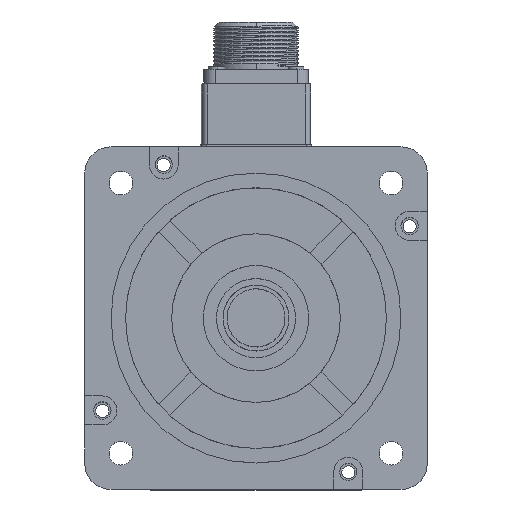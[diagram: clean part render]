
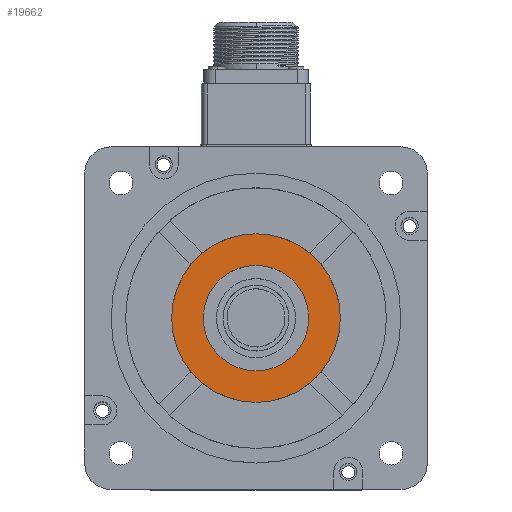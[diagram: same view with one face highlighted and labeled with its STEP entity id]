
A CAD part, top view. The second image highlights one B-rep face of the part: STEP entity #19662.
In plain terms, the highlighted planar face has unit normal (0, 0, 1).
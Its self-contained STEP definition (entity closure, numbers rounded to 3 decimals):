
#100 = PLANE ( 'NONE',  #6326 ) ;
#1280 = CIRCLE ( 'NONE', #25432, 20. ) ;
#2824 = CARTESIAN_POINT ( 'NONE',  ( -32., 0., 121. ) ) ;
#3887 = DIRECTION ( 'NONE',  ( 0., 0., -1. ) ) ;
#3948 = FACE_OUTER_BOUND ( 'NONE', #13502, .T. ) ;
#4068 = CARTESIAN_POINT ( 'NONE',  ( 0., 0., 121. ) ) ;
#4455 = CIRCLE ( 'NONE', #4908, 20. ) ;
#4672 = DIRECTION ( 'NONE',  ( -1., 0., 0. ) ) ;
#4908 = AXIS2_PLACEMENT_3D ( 'NONE', #17605, #3887, #19920 ) ;
#6326 = AXIS2_PLACEMENT_3D ( 'NONE', #16098, #18407, #4672 ) ;
#6380 = DIRECTION ( 'NONE',  ( -1., 0., 0. ) ) ;
#7101 = CIRCLE ( 'NONE', #16498, 32. ) ;
#8648 = CARTESIAN_POINT ( 'NONE',  ( 0., 0., 121. ) ) ;
#9369 = ORIENTED_EDGE ( 'NONE', *, *, #23503, .F. ) ;
#10877 = CIRCLE ( 'NONE', #25888, 32. ) ;
#10933 = DIRECTION ( 'NONE',  ( -1., 0., 0. ) ) ;
#12474 = EDGE_CURVE ( 'NONE', #13559, #25902, #10877, .T. ) ;
#12513 = ORIENTED_EDGE ( 'NONE', *, *, #16711, .T. ) ;
#12726 = DIRECTION ( 'NONE',  ( 0., 0., -1. ) ) ;
#13502 = EDGE_LOOP ( 'NONE', ( #9369, #13990 ) ) ;
#13559 = VERTEX_POINT ( 'NONE', #19535 ) ;
#13990 = ORIENTED_EDGE ( 'NONE', *, *, #12474, .F. ) ;
#16098 = CARTESIAN_POINT ( 'NONE',  ( 0., 20., 121. ) ) ;
#16131 = FACE_BOUND ( 'NONE', #26397, .T. ) ;
#16498 = AXIS2_PLACEMENT_3D ( 'NONE', #8648, #24639, #10933 ) ;
#16711 = EDGE_CURVE ( 'NONE', #27816, #21745, #1280, .T. ) ;
#16811 = EDGE_CURVE ( 'NONE', #21745, #27816, #4455, .T. ) ;
#17605 = CARTESIAN_POINT ( 'NONE',  ( 0., 0., 121. ) ) ;
#18407 = DIRECTION ( 'NONE',  ( 0., 0., -1. ) ) ;
#19044 = ORIENTED_EDGE ( 'NONE', *, *, #16811, .T. ) ;
#19535 = CARTESIAN_POINT ( 'NONE',  ( 32., 0., 121. ) ) ;
#19662 = ADVANCED_FACE ( 'NONE', ( #3948, #16131 ), #100, .F. ) ;
#19920 = DIRECTION ( 'NONE',  ( -1., 0., 0. ) ) ;
#20094 = DIRECTION ( 'NONE',  ( 0., 0., -1. ) ) ;
#21745 = VERTEX_POINT ( 'NONE', #24363 ) ;
#23503 = EDGE_CURVE ( 'NONE', #25902, #13559, #7101, .T. ) ;
#24363 = CARTESIAN_POINT ( 'NONE',  ( 20., 0., 121. ) ) ;
#24639 = DIRECTION ( 'NONE',  ( 0., 0., -1. ) ) ;
#25432 = AXIS2_PLACEMENT_3D ( 'NONE', #26416, #12726, #28711 ) ;
#25888 = AXIS2_PLACEMENT_3D ( 'NONE', #4068, #20094, #6380 ) ;
#25899 = CARTESIAN_POINT ( 'NONE',  ( -20., 0., 121. ) ) ;
#25902 = VERTEX_POINT ( 'NONE', #2824 ) ;
#26397 = EDGE_LOOP ( 'NONE', ( #12513, #19044 ) ) ;
#26416 = CARTESIAN_POINT ( 'NONE',  ( 0., 0., 121. ) ) ;
#27816 = VERTEX_POINT ( 'NONE', #25899 ) ;
#28711 = DIRECTION ( 'NONE',  ( -1., 0., 0. ) ) ;
